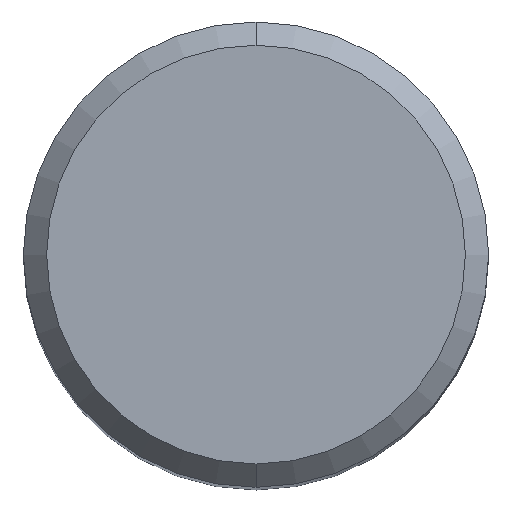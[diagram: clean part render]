
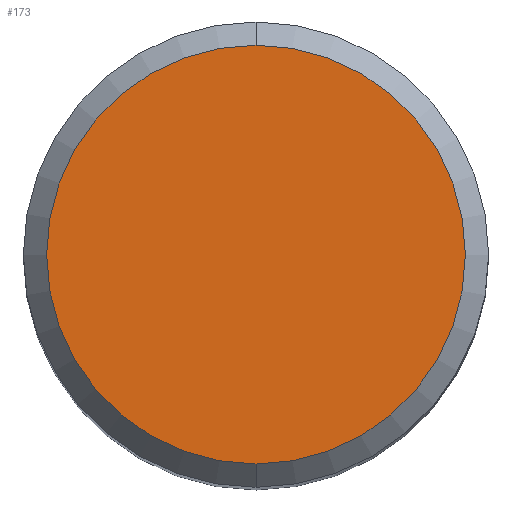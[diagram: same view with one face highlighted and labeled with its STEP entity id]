
A CAD part, top view. The second image highlights one B-rep face of the part: STEP entity #173.
In plain terms, the highlighted planar face has unit normal (0, 0, 1).
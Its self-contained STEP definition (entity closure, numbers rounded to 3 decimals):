
#173=ADVANCED_FACE('',(#472),#473,.T.);
#243=VERTEX_POINT('',#549);
#253=EDGE_CURVE('',#243,#395,#561,.T.);
#317=EDGE_CURVE('',#395,#243,#630,.T.);
#395=VERTEX_POINT('',#720);
#472=FACE_OUTER_BOUND('',#792,.T.);
#473=PLANE('',#793);
#549=CARTESIAN_POINT('',(0.,-5.4,0.0));
#561=CIRCLE('',#952,5.4);
#630=CIRCLE('',#1099,5.4);
#720=CARTESIAN_POINT('',(0.0,5.4,0.0));
#792=EDGE_LOOP('',(#1476,#1477));
#793=AXIS2_PLACEMENT_3D('',#1478,#1479,#1480);
#952=AXIS2_PLACEMENT_3D('',#1585,#1586,#1587);
#1099=AXIS2_PLACEMENT_3D('',#1649,#1650,#1651);
#1476=ORIENTED_EDGE('',*,*,#317,.F.);
#1477=ORIENTED_EDGE('',*,*,#253,.F.);
#1478=CARTESIAN_POINT('',(0.0,2.7,0.0));
#1479=DIRECTION('',(-0.0,0.0,1.0));
#1480=DIRECTION('',(0.0,-1.0,0.0));
#1585=CARTESIAN_POINT('',(0.0,0.0,0.0));
#1586=DIRECTION('',(0.0,0.0,-1.0));
#1587=DIRECTION('',(0.0,1.0,0.0));
#1649=CARTESIAN_POINT('',(0.0,0.0,0.0));
#1650=DIRECTION('',(0.0,0.0,-1.0));
#1651=DIRECTION('',(0.0,1.0,0.0));
